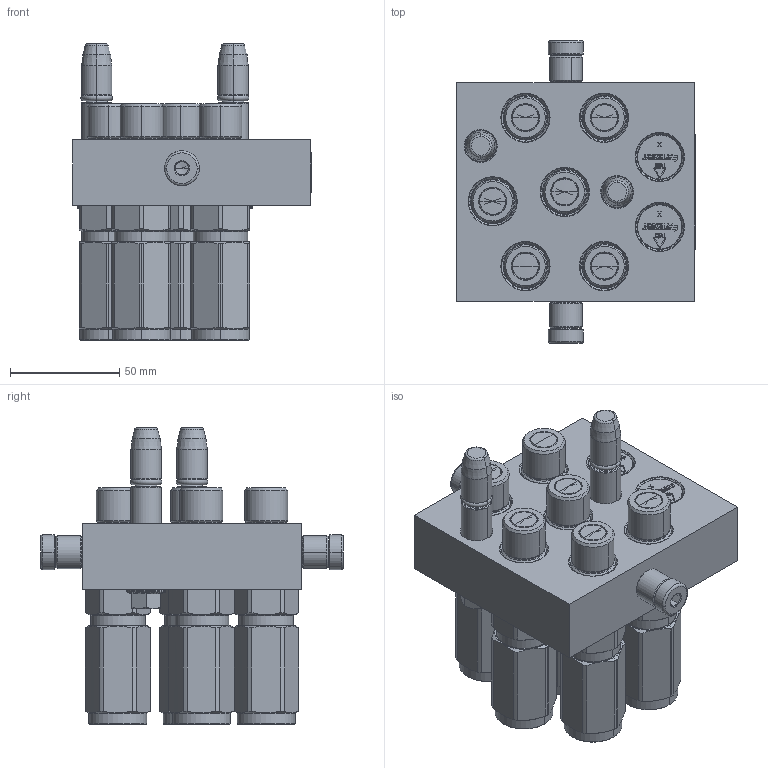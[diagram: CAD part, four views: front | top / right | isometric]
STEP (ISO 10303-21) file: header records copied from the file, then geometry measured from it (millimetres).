
FILE_DESCRIPTION (( 'STEP AP214' ), '1' );
FILE_NAME ('FASTER.step', '2026-02-16T01:44:40', ( '' ), ( '' ), 'SwSTEP 2.0', 'SolidWorks 2017', '' );
FILE_SCHEMA (( 'AUTOMOTIVE_DESIGN' ));
Length unit declared in the file: millimetre
Products named in the file (12): 4830_028_1000_011; 3ffnp38-38s_m; 4830_021_0000_000; P5068_M_BASE; or2_62x9_19_m; 4830_013_3000_030; 1540_080_0008_000; TAPPO_38; et002; 4850_010_0000_000; FASTER
Assembly tree (22 placements, depth 3):
  FASTER
    P5068_M_BASE
      4850_010_0000_000
      4830_021_0000_000  x2
      1540_080_0008_000  x2
      4830_013_3000_030  x2
      4830_028_1000_011  x2
      or2_62x9_19_m  x2
    3ffnp38-38s_m  x6
      3ffnp38-38s_m
    TAPPO_38  x2
    et002
Bounding box: 109.3 x 138.6 x 135.8 mm (x, y, z)
Volume: 13312.4 mm3; surface area: 155588.5 mm2
Topology: 7 solids, 90 shells, 3225 faces, 9134 edges, 5992 vertices
Faces by surface type: plane 1853, cylinder 618, cone 438, torus 212, bspline 92, sphere 12
Entity records: 69791 total; most frequent: CARTESIAN_POINT 15653, ORIENTED_EDGE 9931, DIRECTION 9280, EDGE_CURVE 5083, LINE 3860, VECTOR 3860, VERTEX_POINT 3323, AXIS2_PLACEMENT_3D 2710
